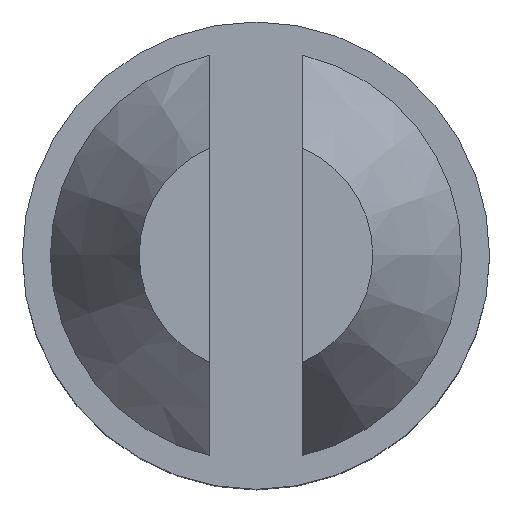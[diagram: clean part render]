
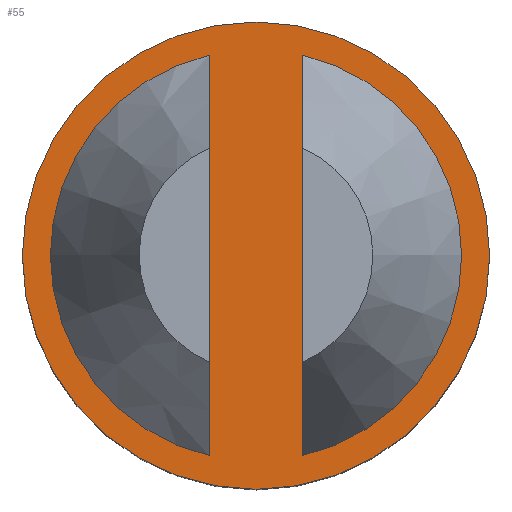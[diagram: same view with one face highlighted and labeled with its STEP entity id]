
A CAD part, top view. The second image highlights one B-rep face of the part: STEP entity #55.
In plain terms, the highlighted planar face has unit normal (0, 0, 1).
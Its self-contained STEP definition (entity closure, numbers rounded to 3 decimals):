
#55 = ADVANCED_FACE( '', ( #121, #122, #123 ), #124, .F. );
#121 = FACE_BOUND( '', #196, .T. );
#122 = FACE_BOUND( '', #197, .T. );
#123 = FACE_OUTER_BOUND( '', #198, .T. );
#124 = PLANE( '', #199 );
#196 = EDGE_LOOP( '', ( #285, #286 ) );
#197 = EDGE_LOOP( '', ( #287, #288 ) );
#198 = EDGE_LOOP( '', ( #289 ) );
#199 = AXIS2_PLACEMENT_3D( '', #290, #291, #292 );
#285 = ORIENTED_EDGE( '', *, *, #441, .T. );
#286 = ORIENTED_EDGE( '', *, *, #442, .T. );
#287 = ORIENTED_EDGE( '', *, *, #443, .T. );
#288 = ORIENTED_EDGE( '', *, *, #444, .F. );
#289 = ORIENTED_EDGE( '', *, *, #445, .F. );
#290 = CARTESIAN_POINT( '', ( -2., 0., 2. ) );
#291 = DIRECTION( '', ( 0., 0., -1. ) );
#292 = DIRECTION( '', ( -1., 0., 0. ) );
#441 = EDGE_CURVE( '', #521, #522, #523, .T. );
#442 = EDGE_CURVE( '', #522, #521, #524, .T. );
#443 = EDGE_CURVE( '', #525, #526, #527, .T. );
#444 = EDGE_CURVE( '', #525, #526, #528, .T. );
#445 = EDGE_CURVE( '', #529, #529, #530, .T. );
#521 = VERTEX_POINT( '', #632 );
#522 = VERTEX_POINT( '', #633 );
#523 = LINE( '', #634, #635 );
#524 = CIRCLE( '', #636, 2. );
#525 = VERTEX_POINT( '', #637 );
#526 = VERTEX_POINT( '', #638 );
#527 = CIRCLE( '', #639, 2. );
#528 = LINE( '', #640, #641 );
#529 = VERTEX_POINT( '', #642 );
#530 = CIRCLE( '', #643, 2.5 );
#632 = CARTESIAN_POINT( '', ( 0.5, -1.936, 2. ) );
#633 = CARTESIAN_POINT( '', ( 0.5, 1.936, 2. ) );
#634 = CARTESIAN_POINT( '', ( 0.5, -2.5, 2. ) );
#635 = VECTOR( '', #766, 1000. );
#636 = AXIS2_PLACEMENT_3D( '', #767, #768, #769 );
#637 = CARTESIAN_POINT( '', ( -0.5, -1.936, 2. ) );
#638 = CARTESIAN_POINT( '', ( -0.5, 1.936, 2. ) );
#639 = AXIS2_PLACEMENT_3D( '', #770, #771, #772 );
#640 = CARTESIAN_POINT( '', ( -0.5, -2.5, 2. ) );
#641 = VECTOR( '', #773, 1000. );
#642 = CARTESIAN_POINT( '', ( -2.5, 0., 2. ) );
#643 = AXIS2_PLACEMENT_3D( '', #774, #775, #776 );
#766 = DIRECTION( '', ( 0., 1., 0. ) );
#767 = CARTESIAN_POINT( '', ( 0., 0., 2. ) );
#768 = DIRECTION( '', ( 0., 0., -1. ) );
#769 = DIRECTION( '', ( -1., 0., 0. ) );
#770 = CARTESIAN_POINT( '', ( 0., 0., 2. ) );
#771 = DIRECTION( '', ( 0., 0., -1. ) );
#772 = DIRECTION( '', ( -1., 0., 0. ) );
#773 = DIRECTION( '', ( 0., 1., 0. ) );
#774 = CARTESIAN_POINT( '', ( 0., 0., 2. ) );
#775 = DIRECTION( '', ( 0., 0., -1. ) );
#776 = DIRECTION( '', ( -1., 0., 0. ) );
